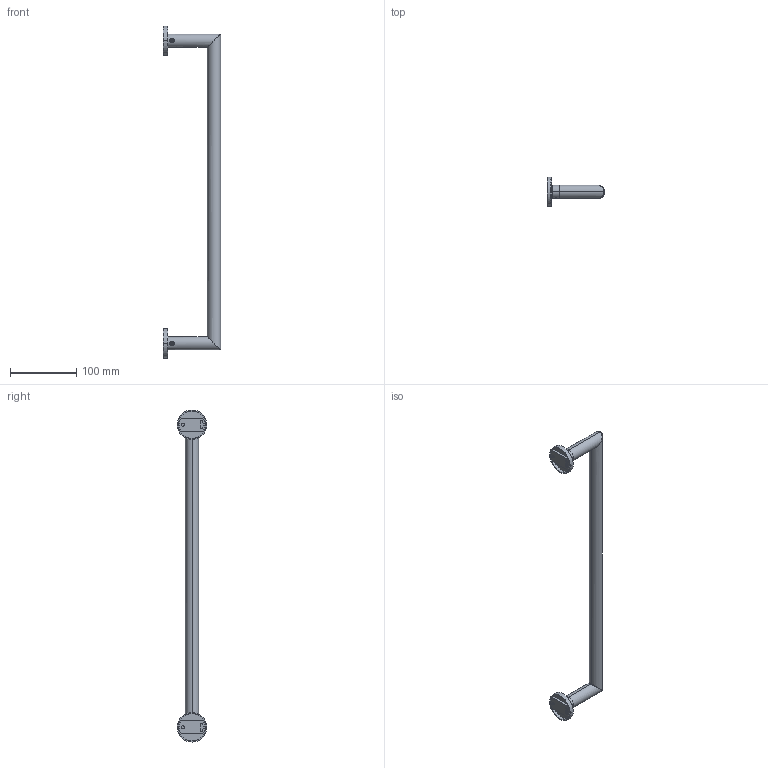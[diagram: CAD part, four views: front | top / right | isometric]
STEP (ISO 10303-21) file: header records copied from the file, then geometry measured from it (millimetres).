
FILE_DESCRIPTION((''),'2;1');
FILE_NAME('4602_ASM','2010-12-20T',('project'),(''),'PRO/ENGINEER BY PARAMETRIC TECHNOLOGY CORPORATION, 2009300','PRO/ENGINEER BY PARAMETRIC TECHNOLOGY CORPORATION, 2009300','');
FILE_SCHEMA(('CONFIG_CONTROL_DESIGN'));
Length unit declared in the file: inch
Products named in the file (8): 80598; 92418; 7-656_ASM; 40376; 7-678_ASM; 02XXG; 92461; 4602_ASM
Assembly tree (11 placements, depth 4):
  4602_ASM
    7-678_ASM
      7-656_ASM
        80598
        92418  x2
      40376  x2
    02XXG  x2
    92461  x2
Bounding box: 86.6 x 44.45 x 501.65 mm (x, y, z)
Volume: 54226.6 mm3; surface area: 130943.7 mm2
Topology: 9 solids, 14 shells, 596 faces, 1604 edges, 1048 vertices
Faces by surface type: plane 348, cylinder 154, cone 44, bspline 42, torus 8
Entity records: 17606 total; most frequent: CARTESIAN_POINT 9783, ORIENTED_EDGE 1667, DIRECTION 1408, EDGE_CURVE 848, VECTOR 552, LINE 552, VERTEX_POINT 552, AXIS2_PLACEMENT_3D 428
